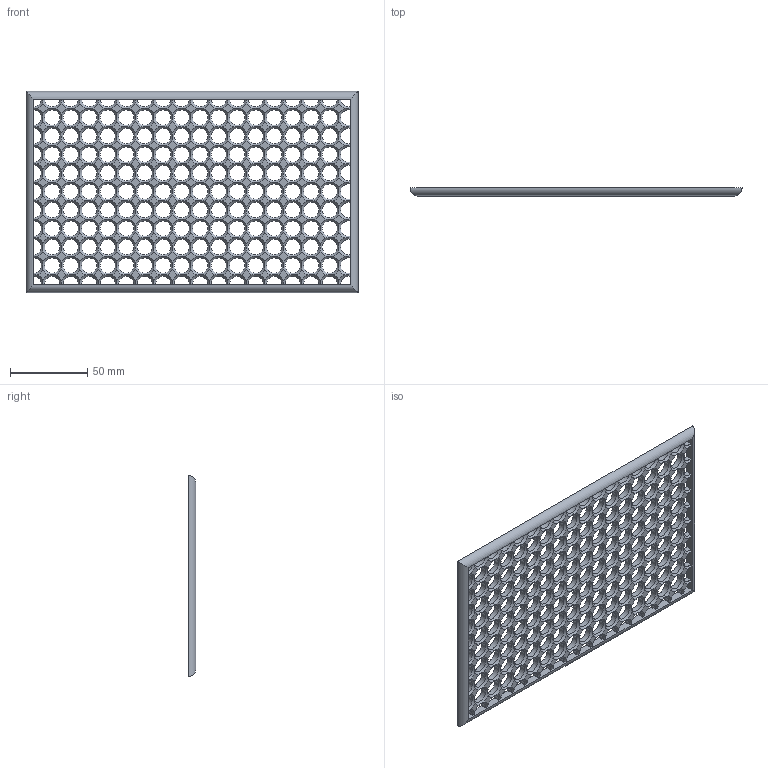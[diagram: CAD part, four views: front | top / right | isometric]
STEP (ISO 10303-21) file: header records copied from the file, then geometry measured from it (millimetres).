
FILE_DESCRIPTION(/* description */ (''),/* implementation_level */ '2;1');
FILE_NAME(/* name */ 'air back.stp',/* time_stamp */ '2021-10-12T21:22:29+01:00',/* author */ (''),/* organization */ (''),/* preprocessor_version */ 'ST-DEVELOPER v18.1',/* originating_system */ 'Autodesk Translation Framework v10.10.0.1391',/* authorisation */ '');
FILE_SCHEMA (('AUTOMOTIVE_DESIGN { 1 0 10303 214 3 1 1 }'));
Length unit declared in the file: millimetre
Products named in the file (2): air back; Component2
Assembly tree (1 placements, depth 2):
  air back
    Component2
Bounding box: 215.36 x 5 x 130.5 mm (x, y, z)
Volume: 63350.1 mm3; surface area: 57296.8 mm2
Topology: 2 solids, 2 shells, 677 faces, 2356 edges, 1538 vertices
Faces by surface type: plane 277, cylinder 202, cone 198
Full cylindrical faces by diameter (mm): 10 x144
Entity records: 28791 total; most frequent: CARTESIAN_POINT 8088, ORIENTED_EDGE 4712, DIRECTION 4325, EDGE_CURVE 2356, AXIS2_PLACEMENT_3D 1904, VERTEX_POINT 1538, CIRCLE 1220, EDGE_LOOP 822
